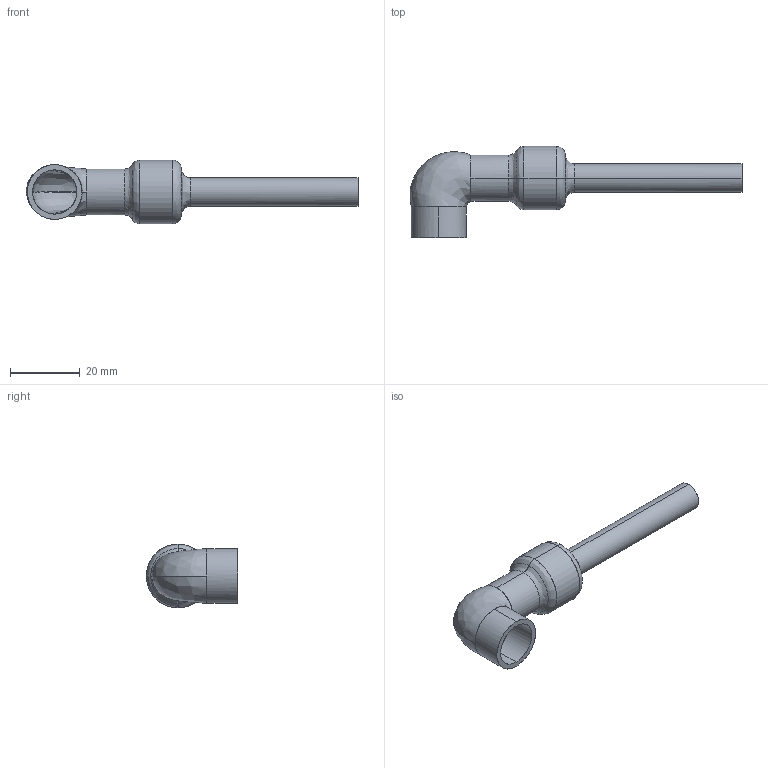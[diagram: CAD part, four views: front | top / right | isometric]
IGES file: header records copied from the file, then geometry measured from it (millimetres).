
Start section: SolidWorks IGES file using analytic representation for surfaces
Global section: file name: NU1RLG.IGS; native system: SolidWorks 2020; preprocessor: SolidWorks 2020; author: office; date: 210526.144855; units: inch
Bounding box: 95.51 x 26.29 x 18.29 mm (x, y, z)
Surface area: 7009 mm2 (no closed solid volume)
Topology: 0 solids, 0 shells, 38 faces, 478 edges, 474 vertices
Faces by surface type: bspline 22, revolution 16
